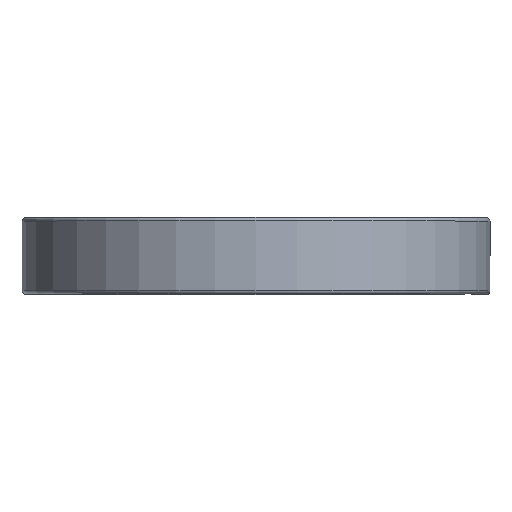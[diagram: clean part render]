
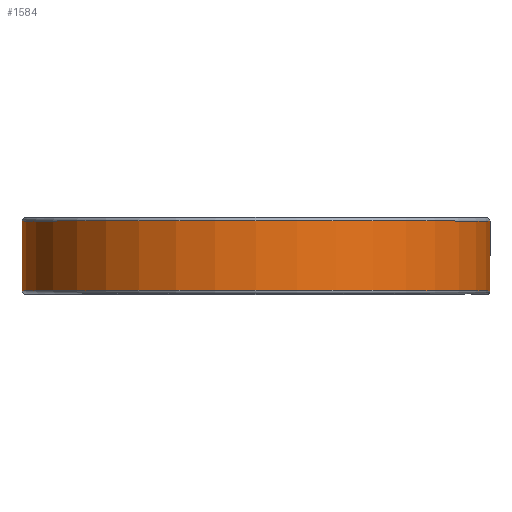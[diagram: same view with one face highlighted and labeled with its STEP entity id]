
A CAD part, top view. The second image highlights one B-rep face of the part: STEP entity #1584.
In plain terms, the highlighted cylindrical face has radius 53.607 mm (diameter 107.213 mm), a partial arc.
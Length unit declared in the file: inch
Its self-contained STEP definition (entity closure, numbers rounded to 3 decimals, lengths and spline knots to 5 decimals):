
#51 = VERTEX_POINT ( 'NONE', #571 ) ;
#139 = CARTESIAN_POINT ( 'NONE',  ( 0., -0.31375, 0. ) ) ;
#152 = CARTESIAN_POINT ( 'NONE',  ( 2.1105, -0.31375, 0. ) ) ;
#184 = AXIS2_PLACEMENT_3D ( 'NONE', #139, #1528, #341 ) ;
#245 = DIRECTION ( 'NONE',  ( 0., 0., -1. ) ) ;
#268 = AXIS2_PLACEMENT_3D ( 'NONE', #1602, #1770, #245 ) ;
#317 = VECTOR ( 'NONE', #1213, 39.37008 ) ;
#341 = DIRECTION ( 'NONE',  ( 0., 0., -1. ) ) ;
#437 = VERTEX_POINT ( 'NONE', #2296 ) ;
#571 = CARTESIAN_POINT ( 'NONE',  ( 0., 0.31375, -2.1105 ) ) ;
#633 = ORIENTED_EDGE ( 'NONE', *, *, #890, .T. ) ;
#639 = VERTEX_POINT ( 'NONE', #2041 ) ;
#703 = LINE ( 'NONE', #1002, #317 ) ;
#730 = FACE_OUTER_BOUND ( 'NONE', #781, .T. ) ;
#781 = EDGE_LOOP ( 'NONE', ( #633, #1736, #2275, #2112 ) ) ;
#800 = LINE ( 'NONE', #1353, #1360 ) ;
#890 = EDGE_CURVE ( 'NONE', #2299, #437, #800, .T. ) ;
#916 = DIRECTION ( 'NONE',  ( 0., -1., 0. ) ) ;
#1002 = CARTESIAN_POINT ( 'NONE',  ( 0., 0.31375, -2.1105 ) ) ;
#1132 = EDGE_CURVE ( 'NONE', #639, #51, #703, .T. ) ;
#1213 = DIRECTION ( 'NONE',  ( 0., 1., 0. ) ) ;
#1274 = EDGE_CURVE ( 'NONE', #2299, #639, #1473, .T. ) ;
#1353 = CARTESIAN_POINT ( 'NONE',  ( 2.1105, 0.31375, 0. ) ) ;
#1360 = VECTOR ( 'NONE', #1816, 39.37008 ) ;
#1409 = CYLINDRICAL_SURFACE ( 'NONE', #268, 2.1105 ) ;
#1473 = CIRCLE ( 'NONE', #184, 2.1105 ) ;
#1475 = AXIS2_PLACEMENT_3D ( 'NONE', #1963, #916, #2126 ) ;
#1528 = DIRECTION ( 'NONE',  ( 0., -1., 0. ) ) ;
#1584 = ADVANCED_FACE ( 'NONE', ( #730 ), #1409, .T. ) ;
#1602 = CARTESIAN_POINT ( 'NONE',  ( 0., 0.3125, 0. ) ) ;
#1717 = EDGE_CURVE ( 'NONE', #437, #51, #1952, .T. ) ;
#1736 = ORIENTED_EDGE ( 'NONE', *, *, #1717, .T. ) ;
#1770 = DIRECTION ( 'NONE',  ( 0., -1., 0. ) ) ;
#1816 = DIRECTION ( 'NONE',  ( 0., 1., 0. ) ) ;
#1952 = CIRCLE ( 'NONE', #1475, 2.1105 ) ;
#1963 = CARTESIAN_POINT ( 'NONE',  ( 0., 0.31375, 0. ) ) ;
#2041 = CARTESIAN_POINT ( 'NONE',  ( 0., -0.31375, -2.1105 ) ) ;
#2112 = ORIENTED_EDGE ( 'NONE', *, *, #1274, .F. ) ;
#2126 = DIRECTION ( 'NONE',  ( 0., 0., -1. ) ) ;
#2275 = ORIENTED_EDGE ( 'NONE', *, *, #1132, .F. ) ;
#2296 = CARTESIAN_POINT ( 'NONE',  ( 2.1105, 0.31375, 0. ) ) ;
#2299 = VERTEX_POINT ( 'NONE', #152 ) ;
